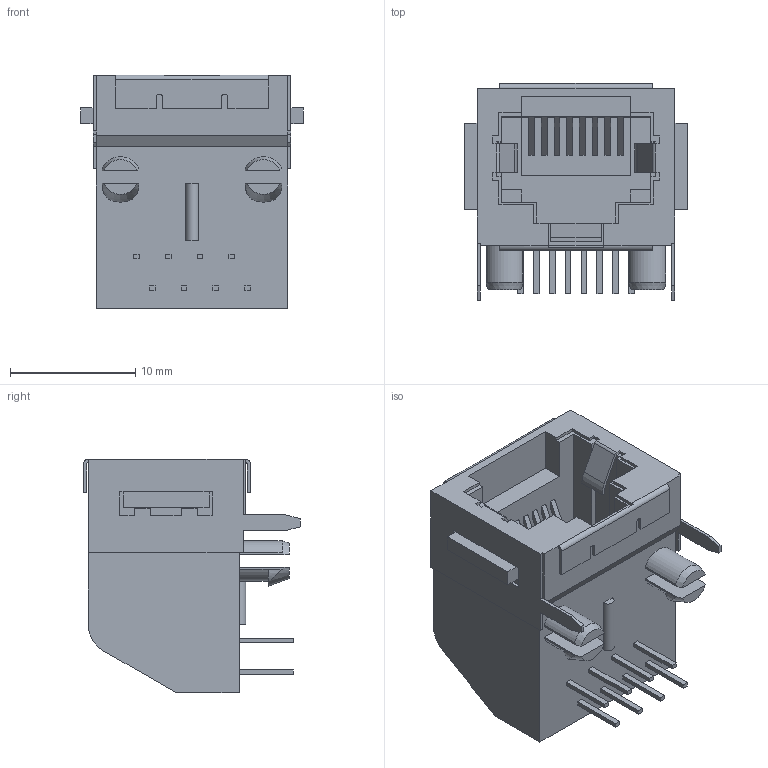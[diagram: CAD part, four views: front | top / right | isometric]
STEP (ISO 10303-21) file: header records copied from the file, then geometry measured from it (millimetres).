
FILE_DESCRIPTION((''),'2;1');
FILE_NAME('C-5555153-1','2010-03-18T',('workeradm'),('Tyco Electronics Ltd.'),'PRO/ENGINEER BY PARAMETRIC TECHNOLOGY CORPORATION, 2009300','PRO/ENGINEER BY PARAMETRIC TECHNOLOGY CORPORATION, 2009300','');
FILE_SCHEMA(('AUTOMOTIVE_DESIGN { 1 0 10303 214 1 1 1 1 }'));
Length unit declared in the file: millimetre
Products named in the file (1): C-5555153-1
Bounding box: 17.78 x 17.33 x 18.67 mm (x, y, z)
Volume: 2178.1 mm3; surface area: 2418 mm2
Topology: 1 solids, 1 shells, 283 faces, 778 edges, 512 vertices
Faces by surface type: plane 255, cylinder 24, cone 4
Entity records: 9143 total; most frequent: CARTESIAN_POINT 1637, ORIENTED_EDGE 1556, DIRECTION 1376, EDGE_CURVE 778, VECTOR 706, LINE 706, VERTEX_POINT 512, AXIS2_PLACEMENT_3D 335
